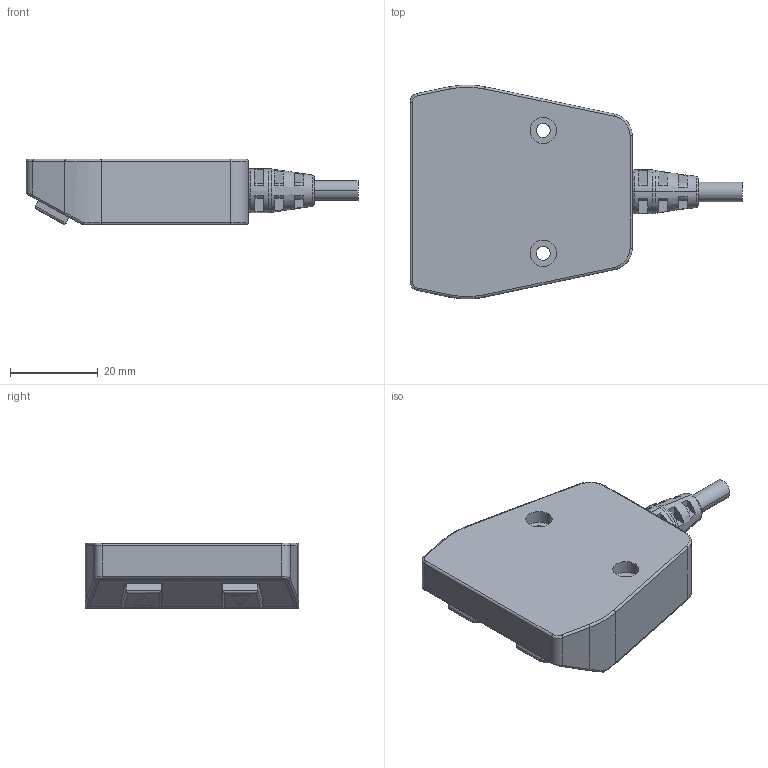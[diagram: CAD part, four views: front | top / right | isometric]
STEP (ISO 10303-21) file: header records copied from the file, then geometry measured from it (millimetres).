
FILE_DESCRIPTION((''),'2;1');
FILE_NAME('SHOUKONGQI_ASM_ASM','2016-05-11T',('user'),(''),'PRO/ENGINEER BY PARAMETRIC TECHNOLOGY CORPORATION, 2008090','PRO/ENGINEER BY PARAMETRIC TECHNOLOGY CORPORATION, 2008090','');
FILE_SCHEMA(('CONFIG_CONTROL_DESIGN'));
Length unit declared in the file: millimetre
Products named in the file (1): SHOUKONGQI_ASM_ASM
Bounding box: 75.63 x 48.7 x 15 mm (x, y, z)
Volume: 16533.4 mm3; surface area: 15675.5 mm2
Topology: 1 solids, 14 shells, 587 faces, 1496 edges, 949 vertices
Faces by surface type: plane 253, cylinder 198, bspline 58, torus 48, sphere 20, revolution 8, cone 2
Entity records: 20793 total; most frequent: CARTESIAN_POINT 6894, ORIENTED_EDGE 2952, DIRECTION 2801, EDGE_CURVE 1476, AXIS2_PLACEMENT_3D 1058, VERTEX_POINT 949, VECTOR 677, LINE 677
